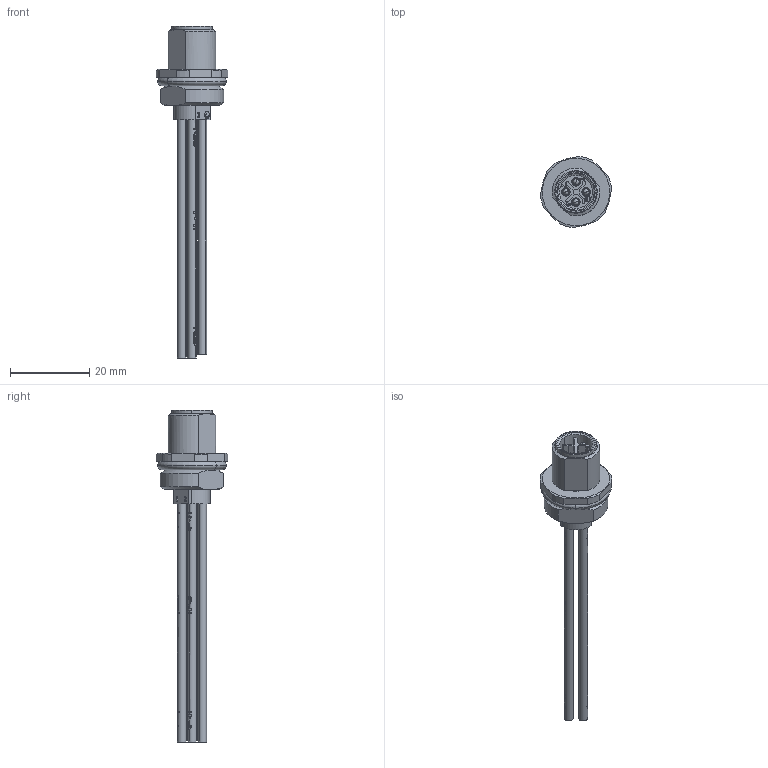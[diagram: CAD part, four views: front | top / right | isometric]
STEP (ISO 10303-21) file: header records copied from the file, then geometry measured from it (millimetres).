
FILE_DESCRIPTION(('CATIA V5 STEP Exchange','CAx-IF Rec.Pracs.--- Model Styling and Organization---1.5--- 2016-08-15','CAx-IF Rec.Pracs.---Supplemental Geometry---1.0---2011-11-01','CAx-IF Rec.Pracs.--- Composite Materials ---1.1---2010-07-15'),'2;1');
FILE_NAME ('114829-2_0', '2024-11-25T09:06:57+00:00', ('none'), ('Weidmueller'), 'CATIA Version 5-6 Release 2022 SP4 HF5', 'CATIA V5 STEP AP214 v3', 'none');
FILE_SCHEMA(('AUTOMOTIVE_DESIGN { 1 0 10303 214 1 1 1 1 }'));
Length unit declared in the file: millimetre
Products named in the file (1): 1460320000
Bounding box: 17.96 x 17.94 x 83.6 mm (x, y, z)
Volume: 3333.7 mm3; surface area: 4424.6 mm2
Topology: 1 solids, 3 shells, 618 faces, 1734 edges, 1140 vertices
Faces by surface type: extrusion 253, plane 166, cylinder 157, torus 20, cone 14, sphere 8
Entity records: 21395 total; most frequent: CARTESIAN_POINT 7335, ORIENTED_EDGE 3436, EDGE_CURVE 1718, DIRECTION 1689, VERTEX_POINT 1140, VECTOR 1000, B_SPLINE_CURVE_WITH_KNOTS 911, LINE 747
